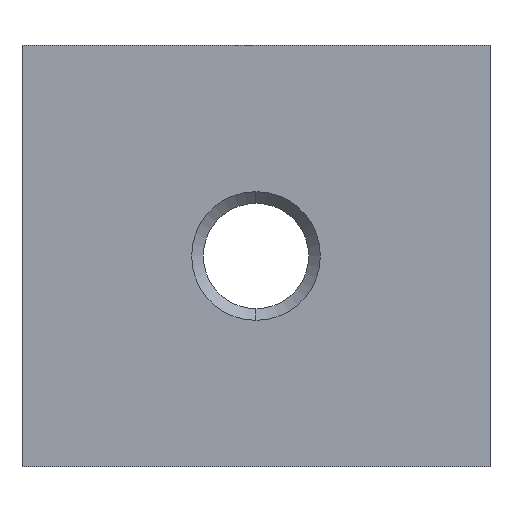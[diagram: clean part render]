
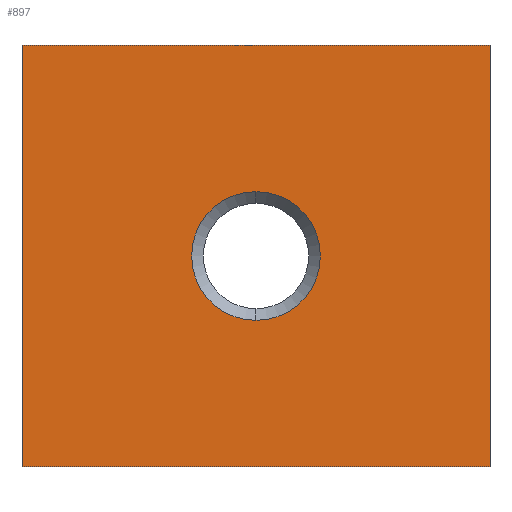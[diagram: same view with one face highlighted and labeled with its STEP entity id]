
A CAD part, front view. The second image highlights one B-rep face of the part: STEP entity #897.
In plain terms, the highlighted planar face has unit normal (0, -1, 0).
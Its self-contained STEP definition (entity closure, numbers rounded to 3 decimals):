
#15 = DIRECTION ( 'NONE',  ( 0., 0., 1. ) ) ;
#16 = AXIS2_PLACEMENT_3D ( 'NONE', #110, #572, #769 ) ;
#40 = DIRECTION ( 'NONE',  ( 0., 0., -1. ) ) ;
#84 = ORIENTED_EDGE ( 'NONE', *, *, #690, .T. ) ;
#102 = VERTEX_POINT ( 'NONE', #1207 ) ;
#110 = CARTESIAN_POINT ( 'NONE',  ( -20., 0., -18. ) ) ;
#133 = DIRECTION ( 'NONE',  ( 0., 0., 1. ) ) ;
#134 = FACE_OUTER_BOUND ( 'NONE', #142, .T. ) ;
#139 = CARTESIAN_POINT ( 'NONE',  ( -40., 0., -36. ) ) ;
#142 = EDGE_LOOP ( 'NONE', ( #198, #176, #811, #281 ) ) ;
#170 = DIRECTION ( 'NONE',  ( 0., 1., 0. ) ) ;
#176 = ORIENTED_EDGE ( 'NONE', *, *, #395, .F. ) ;
#198 = ORIENTED_EDGE ( 'NONE', *, *, #993, .F. ) ;
#199 = CIRCLE ( 'NONE', #16, 5.5 ) ;
#258 = VERTEX_POINT ( 'NONE', #963 ) ;
#261 = LINE ( 'NONE', #437, #772 ) ;
#281 = ORIENTED_EDGE ( 'NONE', *, *, #773, .T. ) ;
#306 = DIRECTION ( 'NONE',  ( 0., -1., 0. ) ) ;
#323 = VERTEX_POINT ( 'NONE', #978 ) ;
#350 = VECTOR ( 'NONE', #133, 1000. ) ;
#395 = EDGE_CURVE ( 'NONE', #846, #258, #698, .T. ) ;
#437 = CARTESIAN_POINT ( 'NONE',  ( -40., 0., 0. ) ) ;
#480 = CARTESIAN_POINT ( 'NONE',  ( -40., 0., -36. ) ) ;
#482 = DIRECTION ( 'NONE',  ( 0., 0., -1. ) ) ;
#507 = PLANE ( 'NONE',  #1141 ) ;
#514 = ORIENTED_EDGE ( 'NONE', *, *, #780, .T. ) ;
#530 = CIRCLE ( 'NONE', #767, 5.5 ) ;
#572 = DIRECTION ( 'NONE',  ( 0., 1., 0. ) ) ;
#579 = LINE ( 'NONE', #952, #723 ) ;
#597 = LINE ( 'NONE', #763, #1044 ) ;
#629 = DIRECTION ( 'NONE',  ( 1., 0., 0. ) ) ;
#634 = CARTESIAN_POINT ( 'NONE',  ( -20., 0., -18. ) ) ;
#690 = EDGE_CURVE ( 'NONE', #323, #102, #530, .T. ) ;
#698 = LINE ( 'NONE', #139, #350 ) ;
#723 = VECTOR ( 'NONE', #15, 1000. ) ;
#729 = CARTESIAN_POINT ( 'NONE',  ( 0., 0., 0. ) ) ;
#763 = CARTESIAN_POINT ( 'NONE',  ( -40., 0., -36. ) ) ;
#767 = AXIS2_PLACEMENT_3D ( 'NONE', #634, #170, #482 ) ;
#769 = DIRECTION ( 'NONE',  ( 0., 0., -1. ) ) ;
#772 = VECTOR ( 'NONE', #629, 1000. ) ;
#773 = EDGE_CURVE ( 'NONE', #1170, #984, #579, .T. ) ;
#780 = EDGE_CURVE ( 'NONE', #102, #323, #199, .T. ) ;
#811 = ORIENTED_EDGE ( 'NONE', *, *, #1169, .T. ) ;
#846 = VERTEX_POINT ( 'NONE', #480 ) ;
#871 = DIRECTION ( 'NONE',  ( 1., 0., 0. ) ) ;
#878 = FACE_BOUND ( 'NONE', #991, .T. ) ;
#885 = CARTESIAN_POINT ( 'NONE',  ( -40., 0., -36. ) ) ;
#897 = ADVANCED_FACE ( 'NONE', ( #878, #134 ), #507, .T. ) ;
#952 = CARTESIAN_POINT ( 'NONE',  ( 0., 0., -36. ) ) ;
#963 = CARTESIAN_POINT ( 'NONE',  ( -40., 0., 0. ) ) ;
#970 = CARTESIAN_POINT ( 'NONE',  ( 0., 0., -36. ) ) ;
#978 = CARTESIAN_POINT ( 'NONE',  ( -20., 0., -12.5 ) ) ;
#984 = VERTEX_POINT ( 'NONE', #729 ) ;
#991 = EDGE_LOOP ( 'NONE', ( #514, #84 ) ) ;
#993 = EDGE_CURVE ( 'NONE', #258, #984, #261, .T. ) ;
#1044 = VECTOR ( 'NONE', #871, 1000. ) ;
#1141 = AXIS2_PLACEMENT_3D ( 'NONE', #885, #306, #40 ) ;
#1169 = EDGE_CURVE ( 'NONE', #846, #1170, #597, .T. ) ;
#1170 = VERTEX_POINT ( 'NONE', #970 ) ;
#1207 = CARTESIAN_POINT ( 'NONE',  ( -20., 0., -23.5 ) ) ;
